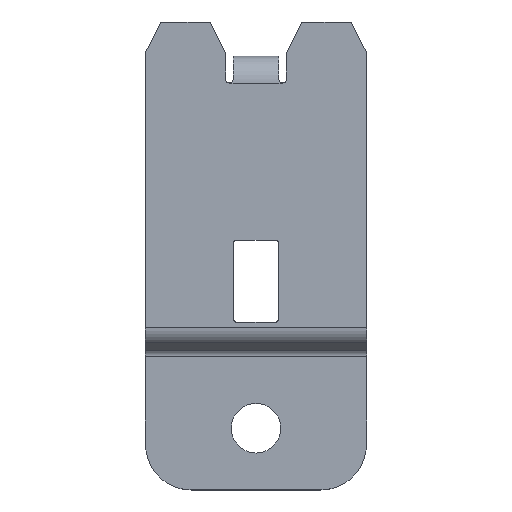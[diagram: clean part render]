
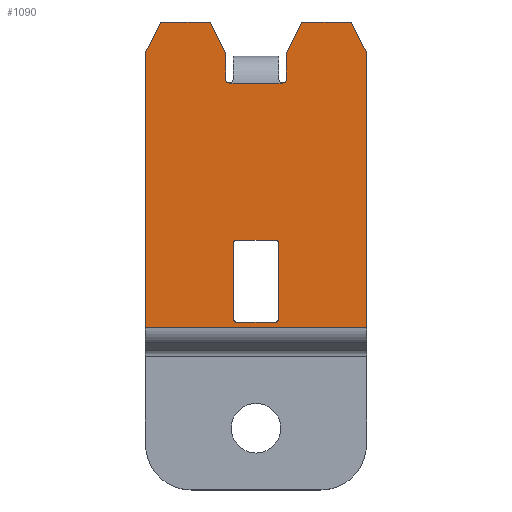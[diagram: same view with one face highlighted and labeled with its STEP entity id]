
A CAD part, top view. The second image highlights one B-rep face of the part: STEP entity #1090.
In plain terms, the highlighted planar face has unit normal (0, 0, 1).
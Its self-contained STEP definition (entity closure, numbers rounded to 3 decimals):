
#115=DIRECTION('',(1.,0.,0.));
#116=VECTOR('',#115,29.);
#117=CARTESIAN_POINT('',(-14.5,-11.618,4.002));
#118=LINE('',#117,#116);
#133=DIRECTION('',(0.,1.,0.));
#134=VECTOR('',#133,9.785);
#135=CARTESIAN_POINT('',(-3.,-10.382,4.002));
#136=LINE('',#135,#134);
#137=CARTESIAN_POINT('',(-2.5,-10.382,4.002));
#138=DIRECTION('',(0.,0.,1.));
#139=DIRECTION('',(-1.,0.,0.));
#140=AXIS2_PLACEMENT_3D('',#137,#138,#139);
#142=DIRECTION('',(-1.,0.,0.));
#143=VECTOR('',#142,5.);
#144=CARTESIAN_POINT('',(2.5,-10.882,4.002));
#145=LINE('',#144,#143);
#146=CARTESIAN_POINT('',(2.5,-10.382,4.002));
#147=DIRECTION('',(0.,0.,1.));
#148=DIRECTION('',(0.,-1.,0.));
#149=AXIS2_PLACEMENT_3D('',#146,#147,#148);
#151=DIRECTION('',(0.,-1.,0.));
#152=VECTOR('',#151,9.785);
#153=CARTESIAN_POINT('',(3.,-0.597,4.002));
#154=LINE('',#153,#152);
#155=CARTESIAN_POINT('',(2.5,-0.597,4.002));
#156=DIRECTION('',(0.,0.,1.));
#157=DIRECTION('',(1.,0.,0.));
#158=AXIS2_PLACEMENT_3D('',#155,#156,#157);
#160=DIRECTION('',(1.,0.,0.));
#161=VECTOR('',#160,5.);
#162=CARTESIAN_POINT('',(-2.5,-0.097,4.002));
#163=LINE('',#162,#161);
#164=CARTESIAN_POINT('',(-2.5,-0.597,4.002));
#165=DIRECTION('',(0.,0.,1.));
#166=DIRECTION('',(0.,1.,0.));
#167=AXIS2_PLACEMENT_3D('',#164,#165,#166);
#169=DIRECTION('',(-0.447,0.894,0.));
#170=VECTOR('',#169,4.472);
#171=CARTESIAN_POINT('',(14.5,24.503,4.002));
#172=LINE('',#171,#170);
#173=DIRECTION('',(0.,1.,0.));
#174=VECTOR('',#173,36.121);
#175=CARTESIAN_POINT('',(14.5,-11.618,4.002));
#176=LINE('',#175,#174);
#177=DIRECTION('',(0.,-1.,0.));
#178=VECTOR('',#177,36.121);
#179=CARTESIAN_POINT('',(-14.5,24.503,4.002));
#180=LINE('',#179,#178);
#181=DIRECTION('',(-0.447,-0.894,0.));
#182=VECTOR('',#181,4.472);
#183=CARTESIAN_POINT('',(-12.5,28.503,4.002));
#184=LINE('',#183,#182);
#185=DIRECTION('',(-1.,0.,0.));
#186=VECTOR('',#185,6.499);
#187=CARTESIAN_POINT('',(-6.001,28.503,4.002));
#188=LINE('',#187,#186);
#189=DIRECTION('',(0.447,-0.894,0.));
#190=VECTOR('',#189,4.475);
#191=CARTESIAN_POINT('',(-6.001,28.503,4.002));
#192=LINE('',#191,#190);
#193=DIRECTION('',(0.,1.,0.));
#194=VECTOR('',#193,3.5);
#195=CARTESIAN_POINT('',(-4.,21.,4.002));
#196=LINE('',#195,#194);
#197=DIRECTION('',(1.,0.,0.));
#198=VECTOR('',#197,0.5);
#199=CARTESIAN_POINT('',(-3.5,20.5,4.002));
#200=LINE('',#199,#198);
#201=DIRECTION('',(1.,0.,0.));
#202=VECTOR('',#201,0.5);
#203=CARTESIAN_POINT('',(3.,20.5,4.002));
#204=LINE('',#203,#202);
#205=DIRECTION('',(0.,-1.,0.));
#206=VECTOR('',#205,3.5);
#207=CARTESIAN_POINT('',(4.,24.5,4.002));
#208=LINE('',#207,#206);
#209=DIRECTION('',(-0.447,-0.894,0.));
#210=VECTOR('',#209,4.475);
#211=CARTESIAN_POINT('',(6.001,28.503,4.002));
#212=LINE('',#211,#210);
#213=DIRECTION('',(-1.,0.,0.));
#214=VECTOR('',#213,6.499);
#215=CARTESIAN_POINT('',(12.5,28.503,4.002));
#216=LINE('',#215,#214);
#376=CARTESIAN_POINT('',(3.5,21.,4.002));
#377=DIRECTION('',(0.,0.,-1.));
#378=DIRECTION('',(1.,0.,0.));
#379=AXIS2_PLACEMENT_3D('',#376,#377,#378);
#421=DIRECTION('',(1.,0.,0.));
#422=VECTOR('',#421,6.);
#423=CARTESIAN_POINT('',(-3.,20.5,4.002));
#424=LINE('',#423,#422);
#476=CARTESIAN_POINT('',(-3.5,21.,4.002));
#477=DIRECTION('',(0.,0.,-1.));
#478=DIRECTION('',(0.,-1.,0.));
#479=AXIS2_PLACEMENT_3D('',#476,#477,#478);
#691=CARTESIAN_POINT('',(-14.5,-11.618,4.002));
#692=CARTESIAN_POINT('',(14.5,-11.618,4.002));
#693=VERTEX_POINT('',#691);
#694=VERTEX_POINT('',#692);
#715=CARTESIAN_POINT('',(-3.,-10.382,4.002));
#716=CARTESIAN_POINT('',(-3.,-0.597,4.002));
#717=VERTEX_POINT('',#715);
#718=VERTEX_POINT('',#716);
#719=CARTESIAN_POINT('',(-2.5,-0.097,4.002));
#720=VERTEX_POINT('',#719);
#721=CARTESIAN_POINT('',(2.5,-0.097,4.002));
#722=VERTEX_POINT('',#721);
#723=CARTESIAN_POINT('',(3.,-0.597,4.002));
#724=VERTEX_POINT('',#723);
#725=CARTESIAN_POINT('',(3.,-10.382,4.002));
#726=VERTEX_POINT('',#725);
#727=CARTESIAN_POINT('',(2.5,-10.882,4.002));
#728=VERTEX_POINT('',#727);
#729=CARTESIAN_POINT('',(-2.5,-10.882,4.002));
#730=VERTEX_POINT('',#729);
#740=CARTESIAN_POINT('',(-6.001,28.503,4.002));
#742=VERTEX_POINT('',#740);
#757=CARTESIAN_POINT('',(-4.,24.5,4.002));
#758=VERTEX_POINT('',#757);
#759=CARTESIAN_POINT('',(6.001,28.503,4.002));
#760=CARTESIAN_POINT('',(4.,24.5,4.002));
#761=VERTEX_POINT('',#759);
#762=VERTEX_POINT('',#760);
#767=CARTESIAN_POINT('',(4.,21.,4.002));
#769=VERTEX_POINT('',#767);
#775=CARTESIAN_POINT('',(3.,20.5,4.002));
#776=CARTESIAN_POINT('',(3.5,20.5,4.002));
#777=VERTEX_POINT('',#775);
#778=VERTEX_POINT('',#776);
#779=CARTESIAN_POINT('',(-3.,20.5,4.002));
#780=VERTEX_POINT('',#779);
#787=CARTESIAN_POINT('',(-3.5,20.5,4.002));
#788=CARTESIAN_POINT('',(-4.,21.,4.002));
#789=VERTEX_POINT('',#787);
#790=VERTEX_POINT('',#788);
#825=CARTESIAN_POINT('',(14.5,24.503,4.002));
#826=CARTESIAN_POINT('',(12.5,28.503,4.002));
#827=VERTEX_POINT('',#825);
#828=VERTEX_POINT('',#826);
#833=CARTESIAN_POINT('',(-12.5,28.503,4.002));
#834=CARTESIAN_POINT('',(-14.5,24.503,4.002));
#835=VERTEX_POINT('',#833);
#836=VERTEX_POINT('',#834);
#1034=CARTESIAN_POINT('',(14.5,-12.784,4.002));
#1035=DIRECTION('',(0.,0.,1.));
#1036=DIRECTION('',(1.,0.,0.));
#1037=AXIS2_PLACEMENT_3D('',#1034,#1035,#1036);
#1038=PLANE('',#1037);
#1040=ORIENTED_EDGE('',*,*,#1039,.F.);
#1042=ORIENTED_EDGE('',*,*,#1041,.F.);
#1043=ORIENTED_EDGE('',*,*,#1024,.F.);
#1045=ORIENTED_EDGE('',*,*,#1044,.F.);
#1047=ORIENTED_EDGE('',*,*,#1046,.F.);
#1049=ORIENTED_EDGE('',*,*,#1048,.F.);
#1051=ORIENTED_EDGE('',*,*,#1050,.T.);
#1053=ORIENTED_EDGE('',*,*,#1052,.F.);
#1055=ORIENTED_EDGE('',*,*,#1054,.F.);
#1057=ORIENTED_EDGE('',*,*,#1056,.T.);
#1059=ORIENTED_EDGE('',*,*,#1058,.T.);
#1061=ORIENTED_EDGE('',*,*,#1060,.T.);
#1063=ORIENTED_EDGE('',*,*,#1062,.F.);
#1065=ORIENTED_EDGE('',*,*,#1064,.F.);
#1067=ORIENTED_EDGE('',*,*,#1066,.F.);
#1069=ORIENTED_EDGE('',*,*,#1068,.F.);
#1070=EDGE_LOOP('',(#1040,#1042,#1043,#1045,#1047,#1049,#1051,#1053,#1055,#1057,
#1059,#1061,#1063,#1065,#1067,#1069));
#1071=FACE_OUTER_BOUND('',#1070,.F.);
#1073=ORIENTED_EDGE('',*,*,#1072,.F.);
#1075=ORIENTED_EDGE('',*,*,#1074,.T.);
#1077=ORIENTED_EDGE('',*,*,#1076,.F.);
#1079=ORIENTED_EDGE('',*,*,#1078,.T.);
#1081=ORIENTED_EDGE('',*,*,#1080,.F.);
#1083=ORIENTED_EDGE('',*,*,#1082,.T.);
#1085=ORIENTED_EDGE('',*,*,#1084,.F.);
#1087=ORIENTED_EDGE('',*,*,#1086,.T.);
#1088=EDGE_LOOP('',(#1073,#1075,#1077,#1079,#1081,#1083,#1085,#1087));
#1089=FACE_BOUND('',#1088,.F.);
#1090=ADVANCED_FACE('',(#1071,#1089),#1038,.T.);
#141=CIRCLE('',#140,0.5);
#150=CIRCLE('',#149,0.5);
#159=CIRCLE('',#158,0.5);
#168=CIRCLE('',#167,0.5);
#380=CIRCLE('',#379,0.5);
#480=CIRCLE('',#479,0.5);
#1024=EDGE_CURVE('',#693,#694,#118,.T.);
#1039=EDGE_CURVE('',#827,#828,#172,.T.);
#1041=EDGE_CURVE('',#694,#827,#176,.T.);
#1044=EDGE_CURVE('',#836,#693,#180,.T.);
#1046=EDGE_CURVE('',#835,#836,#184,.T.);
#1048=EDGE_CURVE('',#742,#835,#188,.T.);
#1050=EDGE_CURVE('',#742,#758,#192,.T.);
#1052=EDGE_CURVE('',#790,#758,#196,.T.);
#1054=EDGE_CURVE('',#789,#790,#480,.T.);
#1056=EDGE_CURVE('',#789,#780,#200,.T.);
#1058=EDGE_CURVE('',#780,#777,#424,.T.);
#1060=EDGE_CURVE('',#777,#778,#204,.T.);
#1062=EDGE_CURVE('',#769,#778,#380,.T.);
#1064=EDGE_CURVE('',#762,#769,#208,.T.);
#1066=EDGE_CURVE('',#761,#762,#212,.T.);
#1068=EDGE_CURVE('',#828,#761,#216,.T.);
#1072=EDGE_CURVE('',#717,#718,#136,.T.);
#1074=EDGE_CURVE('',#717,#730,#141,.T.);
#1076=EDGE_CURVE('',#728,#730,#145,.T.);
#1078=EDGE_CURVE('',#728,#726,#150,.T.);
#1080=EDGE_CURVE('',#724,#726,#154,.T.);
#1082=EDGE_CURVE('',#724,#722,#159,.T.);
#1084=EDGE_CURVE('',#720,#722,#163,.T.);
#1086=EDGE_CURVE('',#720,#718,#168,.T.);
